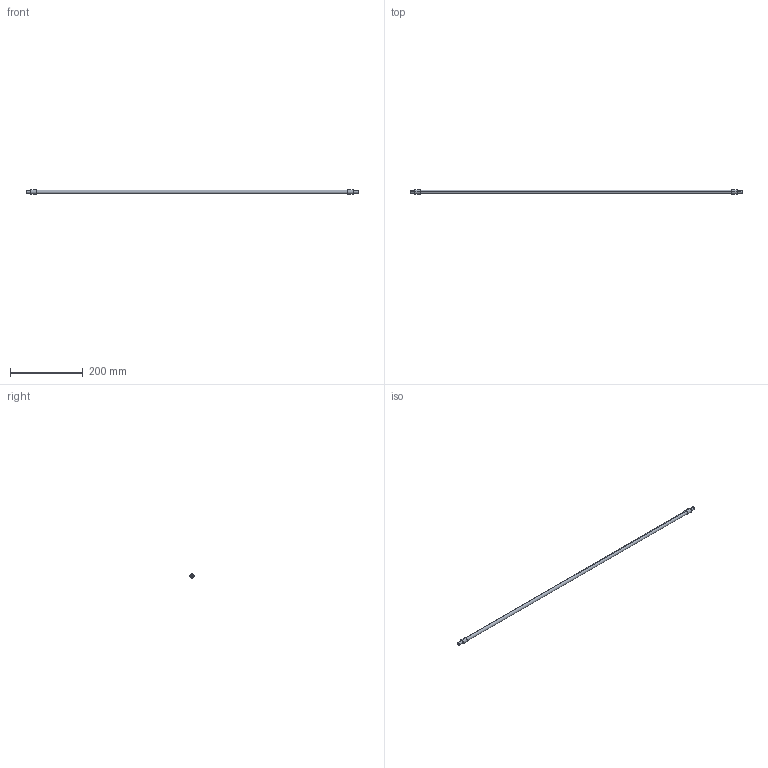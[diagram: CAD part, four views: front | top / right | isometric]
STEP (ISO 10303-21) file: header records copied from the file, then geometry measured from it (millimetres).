
FILE_DESCRIPTION (( 'STEP AP203' ), '1' );
FILE_NAME ('CTN002086-E0W.STEP', '2015-06-10T07:02:38', ( '' ), ( '' ), 'SwSTEP 2.0', 'SolidWorks 2014', '' );
FILE_SCHEMA (( 'CONFIG_CONTROL_DESIGN' ));
Length unit declared in the file: millimetre
Products named in the file (1): CTN002086-E0W
Bounding box: 910 x 12.1 x 12.1 mm (x, y, z)
Volume: 78669.9 mm3; surface area: 30248.3 mm2
Topology: 1 solids, 1 shells, 24 faces, 46 edges, 30 vertices
Faces by surface type: cylinder 14, plane 8, torus 2
Entity records: 703 total; most frequent: DIRECTION 128, CARTESIAN_POINT 101, ORIENTED_EDGE 92, AXIS2_PLACEMENT_3D 57, EDGE_CURVE 46, CIRCLE 32, VERTEX_POINT 30, EDGE_LOOP 30
